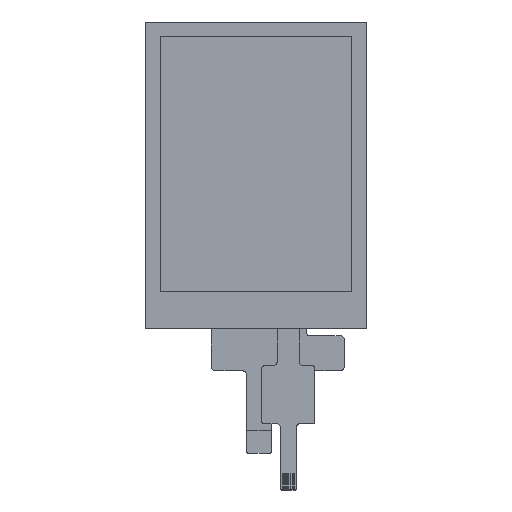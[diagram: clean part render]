
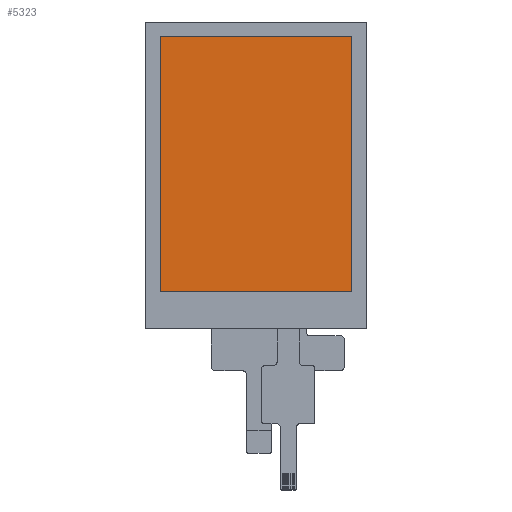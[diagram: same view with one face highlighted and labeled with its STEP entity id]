
A CAD part, top view. The second image highlights one B-rep face of the part: STEP entity #5323.
In plain terms, the highlighted planar face has unit normal (0, 0, 1).
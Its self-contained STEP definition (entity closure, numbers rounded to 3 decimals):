
#2462=DIRECTION('',(0.,-1.,0.));
#2463=VECTOR('',#2462,57.6);
#2464=CARTESIAN_POINT('',(-21.6,31.4,-0.03));
#2465=LINE('',#2464,#2463);
#2469=DIRECTION('',(-1.,0.,0.));
#2470=VECTOR('',#2469,43.2);
#2471=CARTESIAN_POINT('',(21.6,31.4,-0.03));
#2472=LINE('',#2471,#2470);
#2476=DIRECTION('',(0.,1.,0.));
#2477=VECTOR('',#2476,57.6);
#2478=CARTESIAN_POINT('',(21.6,-26.2,-0.03));
#2479=LINE('',#2478,#2477);
#2483=DIRECTION('',(1.,0.,0.));
#2484=VECTOR('',#2483,43.2);
#2485=CARTESIAN_POINT('',(-21.6,-26.2,-0.03));
#2486=LINE('',#2485,#2484);
#2938=CARTESIAN_POINT('',(-21.6,31.4,-0.03));
#2939=CARTESIAN_POINT('',(-21.6,-26.2,-0.03));
#2940=VERTEX_POINT('',#2938);
#2941=VERTEX_POINT('',#2939);
#2942=CARTESIAN_POINT('',(21.6,-26.2,-0.03));
#2943=VERTEX_POINT('',#2942);
#2944=CARTESIAN_POINT('',(21.6,31.4,-0.03));
#2945=VERTEX_POINT('',#2944);
#5312=CARTESIAN_POINT('',(0.,0.,-0.03));
#5313=DIRECTION('',(0.,0.,1.));
#5314=DIRECTION('',(1.,0.,0.));
#5315=AXIS2_PLACEMENT_3D('',#5312,#5313,#5314);
#5316=PLANE('',#5315);
#5317=ORIENTED_EDGE('',*,*,#5264,.F.);
#5318=ORIENTED_EDGE('',*,*,#5279,.F.);
#5319=ORIENTED_EDGE('',*,*,#5293,.F.);
#5320=ORIENTED_EDGE('',*,*,#5306,.F.);
#5321=EDGE_LOOP('',(#5317,#5318,#5319,#5320));
#5322=FACE_OUTER_BOUND('',#5321,.F.);
#5323=ADVANCED_FACE('',(#5322),#5316,.T.);
#5264=EDGE_CURVE('',#2940,#2941,#2465,.T.);
#5279=EDGE_CURVE('',#2945,#2940,#2472,.T.);
#5293=EDGE_CURVE('',#2943,#2945,#2479,.T.);
#5306=EDGE_CURVE('',#2941,#2943,#2486,.T.);
